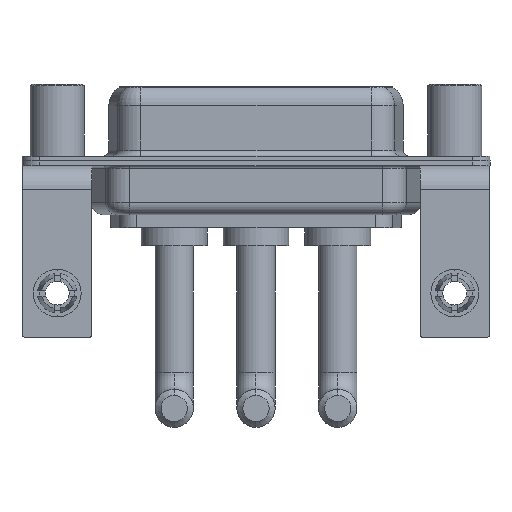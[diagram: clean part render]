
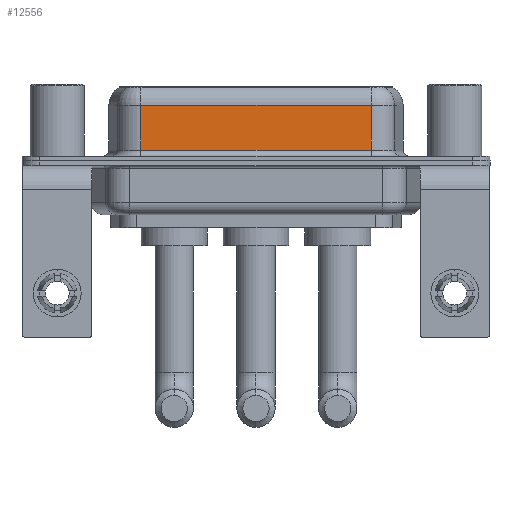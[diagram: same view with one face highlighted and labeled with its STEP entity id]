
A CAD part, front view. The second image highlights one B-rep face of the part: STEP entity #12556.
In plain terms, the highlighted planar face has unit normal (0, -1, 0).
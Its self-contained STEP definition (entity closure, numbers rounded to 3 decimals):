
#100 = VECTOR ( 'NONE', #12722, 1000. ) ;
#153 = VECTOR ( 'NONE', #5445, 1000. ) ;
#531 = LINE ( 'NONE', #14202, #153 ) ;
#1013 = CARTESIAN_POINT ( 'NONE',  ( 7.013, -3.95, 4.65 ) ) ;
#1353 = DIRECTION ( 'NONE',  ( 0., 1., 0. ) ) ;
#2224 = CARTESIAN_POINT ( 'NONE',  ( 26.287, -3.95, 4.65 ) ) ;
#2805 = CARTESIAN_POINT ( 'NONE',  ( 26.287, -3.95, 6.4 ) ) ;
#3589 = LINE ( 'NONE', #2224, #9834 ) ;
#4112 = LINE ( 'NONE', #15289, #100 ) ;
#4589 = VERTEX_POINT ( 'NONE', #4854 ) ;
#4854 = CARTESIAN_POINT ( 'NONE',  ( 26.287, -3.95, 0.9 ) ) ;
#4913 = EDGE_CURVE ( 'NONE', #4988, #4589, #4112, .T. ) ;
#4988 = VERTEX_POINT ( 'NONE', #13036 ) ;
#5445 = DIRECTION ( 'NONE',  ( 0., 0., -1. ) ) ;
#5657 = ORIENTED_EDGE ( 'NONE', *, *, #12862, .T. ) ;
#5859 = DIRECTION ( 'NONE',  ( 1., 0., 0. ) ) ;
#6915 = VECTOR ( 'NONE', #5859, 1000. ) ;
#7274 = DIRECTION ( 'NONE',  ( -1., 0., 0. ) ) ;
#7567 = CARTESIAN_POINT ( 'NONE',  ( 7.013, -3.95, 0.9 ) ) ;
#7623 = PLANE ( 'NONE',  #13697 ) ;
#8223 = ORIENTED_EDGE ( 'NONE', *, *, #14540, .T. ) ;
#8480 = EDGE_LOOP ( 'NONE', ( #15508, #5657, #8223, #10363 ) ) ;
#8909 = VERTEX_POINT ( 'NONE', #1013 ) ;
#9619 = LINE ( 'NONE', #10828, #6915 ) ;
#9834 = VECTOR ( 'NONE', #7274, 1000. ) ;
#10122 = EDGE_CURVE ( 'NONE', #15400, #4589, #9619, .T. ) ;
#10363 = ORIENTED_EDGE ( 'NONE', *, *, #10122, .T. ) ;
#10828 = CARTESIAN_POINT ( 'NONE',  ( 26.287, -3.95, 0.9 ) ) ;
#12556 = ADVANCED_FACE ( 'NONE', ( #12618 ), #7623, .F. ) ;
#12618 = FACE_OUTER_BOUND ( 'NONE', #8480, .T. ) ;
#12722 = DIRECTION ( 'NONE',  ( 0., 0., -1. ) ) ;
#12862 = EDGE_CURVE ( 'NONE', #4988, #8909, #3589, .T. ) ;
#13036 = CARTESIAN_POINT ( 'NONE',  ( 26.287, -3.95, 4.65 ) ) ;
#13697 = AXIS2_PLACEMENT_3D ( 'NONE', #2805, #1353, #13908 ) ;
#13908 = DIRECTION ( 'NONE',  ( 0., 0., 1. ) ) ;
#14202 = CARTESIAN_POINT ( 'NONE',  ( 7.013, -3.95, 6.4 ) ) ;
#14540 = EDGE_CURVE ( 'NONE', #8909, #15400, #531, .T. ) ;
#15289 = CARTESIAN_POINT ( 'NONE',  ( 26.287, -3.95, 6.4 ) ) ;
#15400 = VERTEX_POINT ( 'NONE', #7567 ) ;
#15508 = ORIENTED_EDGE ( 'NONE', *, *, #4913, .F. ) ;
